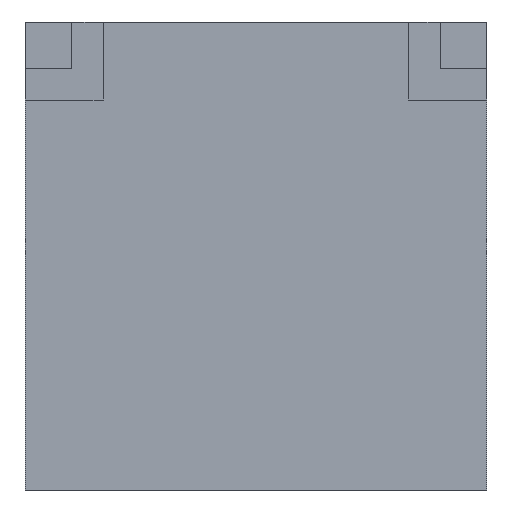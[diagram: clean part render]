
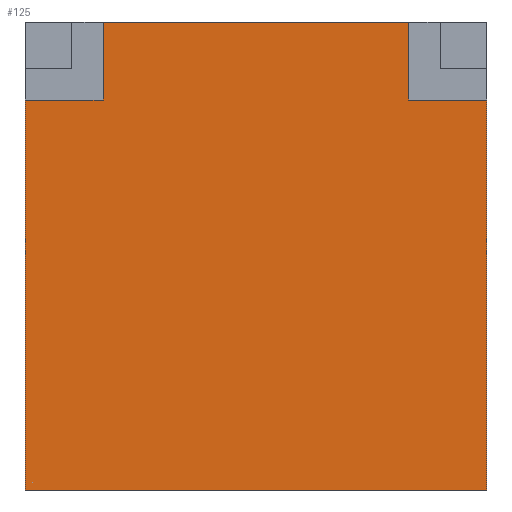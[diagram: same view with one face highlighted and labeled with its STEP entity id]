
A CAD part, front view. The second image highlights one B-rep face of the part: STEP entity #125.
In plain terms, the highlighted planar face has unit normal (0, -1, 0).
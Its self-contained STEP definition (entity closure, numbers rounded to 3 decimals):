
#125=ADVANCED_FACE('',(#2247),#2249,.F.);
#2247=FACE_BOUND('',#2248,.T.);
#2248=EDGE_LOOP('',(#5078,#5079,#5080,#5081,#5082,#5083,#5084,#5085));
#2249=PLANE('',#2250);
#2250=AXIS2_PLACEMENT_3D('',#2251,#2252,#2253);
#2251=CARTESIAN_POINT('',(-7.4,-4.,7.5));
#2252=DIRECTION('',(0.,1.,0.));
#2253=DIRECTION('',(0.,-0.,1.));
#5078=ORIENTED_EDGE('',*,*,#6322,.F.);
#5079=ORIENTED_EDGE('',*,*,#6323,.T.);
#5080=ORIENTED_EDGE('',*,*,#6324,.F.);
#5081=ORIENTED_EDGE('',*,*,#6302,.T.);
#5082=ORIENTED_EDGE('',*,*,#6325,.T.);
#5083=ORIENTED_EDGE('',*,*,#6314,.F.);
#5084=ORIENTED_EDGE('',*,*,#6326,.T.);
#5085=ORIENTED_EDGE('',*,*,#6327,.F.);
#6302=EDGE_CURVE('',#7072,#7070,#7073,.T.);
#6314=EDGE_CURVE('',#7093,#7095,#7096,.T.);
#6322=EDGE_CURVE('',#7110,#7111,#7112,.T.);
#6323=EDGE_CURVE('',#7110,#7113,#7114,.T.);
#6324=EDGE_CURVE('',#7072,#7113,#7115,.T.);
#6325=EDGE_CURVE('',#7070,#7095,#7116,.T.);
#6326=EDGE_CURVE('',#7093,#7117,#7118,.T.);
#6327=EDGE_CURVE('',#7111,#7117,#7119,.T.);
#7070=VERTEX_POINT('',#9566);
#7072=VERTEX_POINT('',#9570);
#7073=LINE('',#9571,#9572);
#7093=VERTEX_POINT('',#9613);
#7095=VERTEX_POINT('',#9617);
#7096=LINE('',#9618,#9619);
#7110=VERTEX_POINT('',#9648);
#7111=VERTEX_POINT('',#9649);
#7112=LINE('',#9650,#9651);
#7113=VERTEX_POINT('',#9653);
#7114=LINE('',#9654,#9655);
#7115=LINE('',#9657,#9658);
#7116=LINE('',#9660,#9661);
#7117=VERTEX_POINT('',#9663);
#7118=LINE('',#9664,#9665);
#7119=LINE('',#9667,#9668);
#9566=CARTESIAN_POINT('',(-7.4,-4.,-7.5));
#9570=CARTESIAN_POINT('',(-7.4,-4.,5.));
#9571=CARTESIAN_POINT('',(-7.4,-4.,5.));
#9572=VECTOR('',#9573,1.);
#9573=DIRECTION('',(0.,0.,-1.));
#9613=CARTESIAN_POINT('',(7.4,-4.,5.));
#9617=CARTESIAN_POINT('',(7.4,-4.,-7.5));
#9618=CARTESIAN_POINT('',(7.4,-4.,5.));
#9619=VECTOR('',#9620,1.);
#9620=DIRECTION('',(0.,0.,-1.));
#9648=CARTESIAN_POINT('',(-4.9,-4.,7.5));
#9649=CARTESIAN_POINT('',(4.9,-4.,7.5));
#9650=CARTESIAN_POINT('',(-4.9,-4.,7.5));
#9651=VECTOR('',#9652,1.);
#9652=DIRECTION('',(1.,0.,0.));
#9653=CARTESIAN_POINT('',(-4.9,-4.,5.));
#9654=CARTESIAN_POINT('',(-4.9,-4.,7.5));
#9655=VECTOR('',#9656,1.);
#9656=DIRECTION('',(0.,0.,-1.));
#9657=CARTESIAN_POINT('',(-7.4,-4.,5.));
#9658=VECTOR('',#9659,1.);
#9659=DIRECTION('',(1.,0.,0.));
#9660=CARTESIAN_POINT('',(-7.4,-4.,-7.5));
#9661=VECTOR('',#9662,1.);
#9662=DIRECTION('',(1.,0.,0.));
#9663=CARTESIAN_POINT('',(4.9,-4.,5.));
#9664=CARTESIAN_POINT('',(7.4,-4.,5.));
#9665=VECTOR('',#9666,1.);
#9666=DIRECTION('',(-1.,0.,0.));
#9667=CARTESIAN_POINT('',(4.9,-4.,7.5));
#9668=VECTOR('',#9669,1.);
#9669=DIRECTION('',(0.,0.,-1.));
